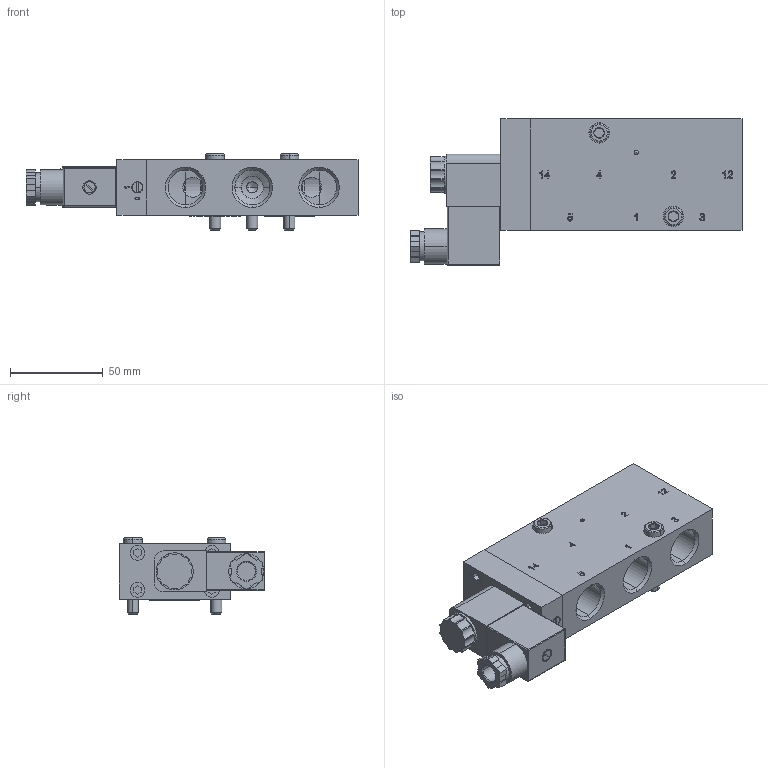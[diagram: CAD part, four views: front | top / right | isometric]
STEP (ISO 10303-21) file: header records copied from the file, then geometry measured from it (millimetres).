
FILE_DESCRIPTION (( 'STEP AP214' ), '1' );
FILE_NAME ('NA02-2.STEP', '2023-03-20T10:46:12', ( '' ), ( '' ), 'SwSTEP 2.0', 'SolidWorks 2021', '' );
FILE_SCHEMA (( 'AUTOMOTIVE_DESIGN' ));
Length unit declared in the file: metre
Products named in the file (13): MNH 510 121 + MA 22 + ST 22_4; MNH 510 121 + MA 22 + ST 22_2; MNH 510 121 + MA 22 + ST 22_7; MNH 510 121 + MA 22 + ST 22_11; NA02-2; MNH 510 121 + MA 22 + ST 22_5; MNH 510 121 + MA 22 + ST 22_8; MNH 510 121 + MA 22 + ST 22_3; MNH 510 121 + MA 22 + ST 22_6; MNH 510 121 + MA 22 + ST 22_1; MNH 510 121 + MA 22 + ST 22_10; MNH 510 121 + MA 22 + ST 22; MNH 510 121 + MA 22 + ST 22_9
Assembly tree (12 placements, depth 3):
  NA02-2
    MNH 510 121 + MA 22 + ST 22_1
      MNH 510 121 + MA 22 + ST 22_5
      MNH 510 121 + MA 22 + ST 22_3
      MNH 510 121 + MA 22 + ST 22_2
      MNH 510 121 + MA 22 + ST 22_6
      MNH 510 121 + MA 22 + ST 22_7
      MNH 510 121 + MA 22 + ST 22_11
      MNH 510 121 + MA 22 + ST 22_10
      MNH 510 121 + MA 22 + ST 22_8
      MNH 510 121 + MA 22 + ST 22
      MNH 510 121 + MA 22 + ST 22_4
      MNH 510 121 + MA 22 + ST 22_9
Bounding box: 179 x 78.7 x 41 mm (x, y, z)
Volume: 217264.6 mm3; surface area: 62750.2 mm2
Topology: 11 solids, 11 shells, 629 faces, 1564 edges, 995 vertices
Faces by surface type: plane 294, cylinder 175, cone 92, bspline 42, torus 20, sphere 6
Entity records: 26960 total; most frequent: CARTESIAN_POINT 5029, ORIENTED_EDGE 3074, DIRECTION 3039, EDGE_CURVE 1537, AXIS2_PLACEMENT_3D 1074, VERTEX_POINT 992, LINE 891, VECTOR 891
